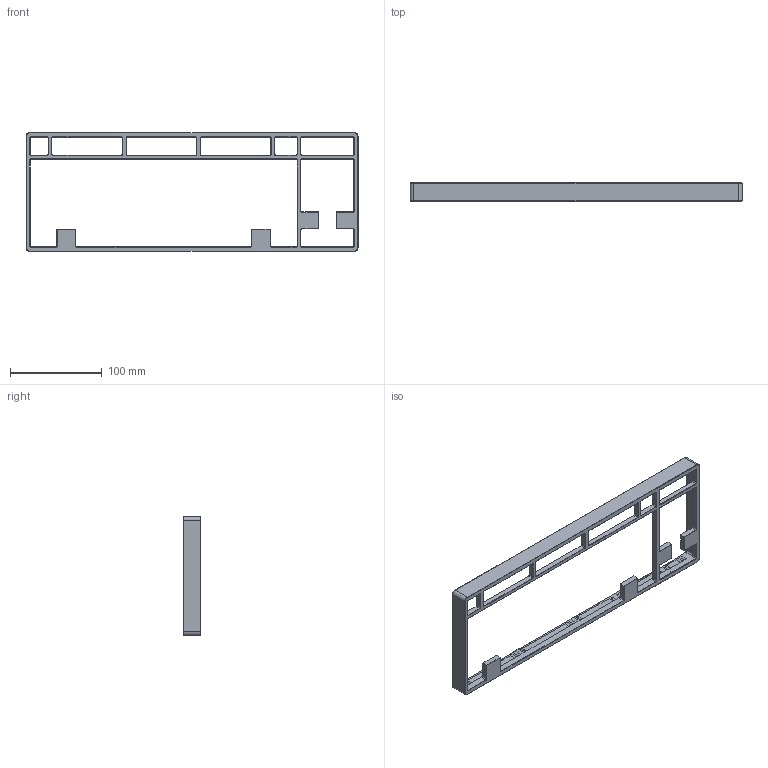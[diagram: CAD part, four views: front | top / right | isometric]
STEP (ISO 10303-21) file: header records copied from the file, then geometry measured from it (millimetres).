
FILE_DESCRIPTION(/* description */ ('Unknown'),/* implementation_level */ '2;1');
FILE_NAME(/* name */ 'TopCase',/* time_stamp */ '2024-02-15T11:06:33-08:00',/* author */ ('Unknown'),/* organization */ ('Unknown'),/* preprocessor_version */ 'ST-DEVELOPER v19.4',/* originating_system */ 'Solid Edge',/* authorisation */ 'Unknown');
FILE_SCHEMA (('TECHNICAL_DATA_PACKAGING','AUTOMOTIVE_DESIGN {1 0 10303 214 3 1 1}'));
Length unit declared in the file: millimetre
Products named in the file (2): WangAssembly - Prod2; Top Case Only
Assembly tree (1 placements, depth 2):
  WangAssembly - Prod2
    Top Case Only
Bounding box: 361.93 x 19.5 x 129.56 mm (x, y, z)
Volume: 86721.4 mm3; surface area: 61643.6 mm2
Topology: 1 solids, 1 shells, 361 faces, 952 edges, 603 vertices
Faces by surface type: plane 186, cylinder 123, cone 52
Full cylindrical faces by diameter (mm): 1.5 x17
Entity records: 10927 total; most frequent: DIRECTION 1942, CARTESIAN_POINT 1867, ORIENTED_EDGE 1836, EDGE_CURVE 918, AXIS2_PLACEMENT_3D 661, LINE 620, VECTOR 620, VERTEX_POINT 586
